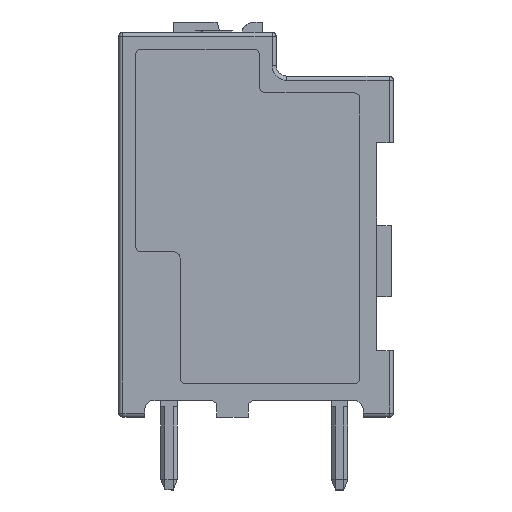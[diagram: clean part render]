
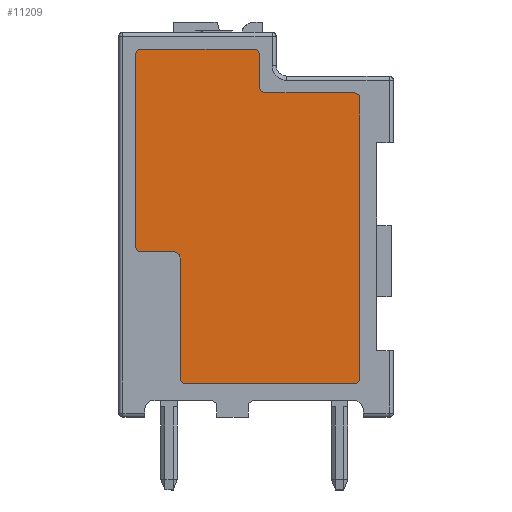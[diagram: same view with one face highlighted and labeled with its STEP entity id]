
A CAD part, left-side view. The second image highlights one B-rep face of the part: STEP entity #11209.
In plain terms, the highlighted planar face has unit normal (-1, 0, 0).
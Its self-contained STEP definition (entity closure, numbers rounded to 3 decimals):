
#86=AXIS2_PLACEMENT_3D('Circle Axis2P3D',#84,#85,$) ;
#191=AXIS2_PLACEMENT_3D('Circle Axis2P3D',#189,#190,$) ;
#273=AXIS2_PLACEMENT_3D('Circle Axis2P3D',#271,#272,$) ;
#11001=AXIS2_PLACEMENT_3D('Circle Axis2P3D',#10999,#11000,$) ;
#11051=AXIS2_PLACEMENT_3D('Circle Axis2P3D',#11049,#11050,$) ;
#11119=AXIS2_PLACEMENT_3D('Circle Axis2P3D',#11117,#11118,$) ;
#11137=AXIS2_PLACEMENT_3D('Circle Axis2P3D',#11135,#11136,$) ;
#11175=AXIS2_PLACEMENT_3D('Circle Axis2P3D',#11173,#11174,$) ;
#11189=AXIS2_PLACEMENT_3D('Plane Axis2P3D',#11186,#11187,#11188) ;
#40=CARTESIAN_POINT('Vertex',(0.8,12.4,11.75)) ;
#45=CARTESIAN_POINT('Line Origine',(0.8,12.4,16.325)) ;
#49=CARTESIAN_POINT('Vertex',(0.8,12.4,20.9)) ;
#84=CARTESIAN_POINT('Axis2P3D Location',(0.8,12.1,11.75)) ;
#88=CARTESIAN_POINT('Vertex',(0.8,12.1,11.45)) ;
#116=CARTESIAN_POINT('Line Origine',(0.8,11.325,11.45)) ;
#120=CARTESIAN_POINT('Vertex',(0.8,10.55,11.45)) ;
#148=CARTESIAN_POINT('Line Origine',(0.8,10.25,8.275)) ;
#152=CARTESIAN_POINT('Vertex',(0.8,10.25,11.15)) ;
#154=CARTESIAN_POINT('Vertex',(0.8,10.25,5.4)) ;
#189=CARTESIAN_POINT('Axis2P3D Location',(0.8,9.95,5.4)) ;
#193=CARTESIAN_POINT('Vertex',(0.8,9.95,5.1)) ;
#227=CARTESIAN_POINT('Vertex',(0.8,1.6,5.4)) ;
#241=CARTESIAN_POINT('Vertex',(0.8,1.6,18.8)) ;
#244=CARTESIAN_POINT('Line Origine',(0.8,1.6,12.1)) ;
#268=CARTESIAN_POINT('Vertex',(0.8,6.43,19.4)) ;
#271=CARTESIAN_POINT('Axis2P3D Location',(0.8,6.13,19.4)) ;
#275=CARTESIAN_POINT('Vertex',(0.8,6.13,19.1)) ;
#10999=CARTESIAN_POINT('Axis2P3D Location',(0.8,12.1,20.9)) ;
#11003=CARTESIAN_POINT('Vertex',(0.8,12.1,21.2)) ;
#11024=CARTESIAN_POINT('Line Origine',(0.8,9.415,21.2)) ;
#11028=CARTESIAN_POINT('Vertex',(0.8,6.73,21.2)) ;
#11049=CARTESIAN_POINT('Axis2P3D Location',(0.8,6.73,20.9)) ;
#11053=CARTESIAN_POINT('Vertex',(0.8,6.43,20.9)) ;
#11074=CARTESIAN_POINT('Line Origine',(0.8,6.43,20.15)) ;
#11092=CARTESIAN_POINT('Line Origine',(0.8,4.015,19.1)) ;
#11096=CARTESIAN_POINT('Vertex',(0.8,1.9,19.1)) ;
#11117=CARTESIAN_POINT('Axis2P3D Location',(0.8,1.9,18.8)) ;
#11135=CARTESIAN_POINT('Axis2P3D Location',(0.8,1.9,5.4)) ;
#11139=CARTESIAN_POINT('Vertex',(0.8,1.9,5.1)) ;
#11155=CARTESIAN_POINT('Line Origine',(0.8,5.925,5.1)) ;
#11173=CARTESIAN_POINT('Axis2P3D Location',(0.8,10.55,11.15)) ;
#11186=CARTESIAN_POINT('Axis2P3D Location',(0.8,21.33,-6.45)) ;
#46=DIRECTION('Vector Direction',(0.,0.,-1.)) ;
#85=DIRECTION('Axis2P3D Direction',(-1.,0.,0.)) ;
#117=DIRECTION('Vector Direction',(0.,-1.,0.)) ;
#149=DIRECTION('Vector Direction',(0.,0.,-1.)) ;
#190=DIRECTION('Axis2P3D Direction',(-1.,0.,0.)) ;
#245=DIRECTION('Vector Direction',(0.,0.,1.)) ;
#272=DIRECTION('Axis2P3D Direction',(1.,0.,0.)) ;
#11000=DIRECTION('Axis2P3D Direction',(1.,0.,0.)) ;
#11025=DIRECTION('Vector Direction',(0.,-1.,0.)) ;
#11050=DIRECTION('Axis2P3D Direction',(1.,0.,-0.)) ;
#11075=DIRECTION('Vector Direction',(0.,0.,-1.)) ;
#11093=DIRECTION('Vector Direction',(0.,-1.,0.)) ;
#11118=DIRECTION('Axis2P3D Direction',(1.,0.,-0.)) ;
#11136=DIRECTION('Axis2P3D Direction',(1.,0.,0.)) ;
#11156=DIRECTION('Vector Direction',(0.,1.,0.)) ;
#11174=DIRECTION('Axis2P3D Direction',(-1.,0.,0.)) ;
#11187=DIRECTION('Axis2P3D Direction',(-1.,0.,0.)) ;
#11188=DIRECTION('Axis2P3D XDirection',(0.,-1.,0.)) ;
#47=VECTOR('Line Direction',#46,1.) ;
#118=VECTOR('Line Direction',#117,1.) ;
#150=VECTOR('Line Direction',#149,1.) ;
#246=VECTOR('Line Direction',#245,1.) ;
#11026=VECTOR('Line Direction',#11025,1.) ;
#11076=VECTOR('Line Direction',#11075,1.) ;
#11094=VECTOR('Line Direction',#11093,1.) ;
#11157=VECTOR('Line Direction',#11156,1.) ;
#11192=ORIENTED_EDGE('',*,*,#51,.T.) ;
#11193=ORIENTED_EDGE('',*,*,#90,.T.) ;
#11194=ORIENTED_EDGE('',*,*,#122,.T.) ;
#11195=ORIENTED_EDGE('',*,*,#11177,.F.) ;
#11196=ORIENTED_EDGE('',*,*,#156,.T.) ;
#11197=ORIENTED_EDGE('',*,*,#195,.T.) ;
#11198=ORIENTED_EDGE('',*,*,#11159,.F.) ;
#11199=ORIENTED_EDGE('',*,*,#11141,.F.) ;
#11200=ORIENTED_EDGE('',*,*,#248,.T.) ;
#11201=ORIENTED_EDGE('',*,*,#11121,.F.) ;
#11202=ORIENTED_EDGE('',*,*,#11098,.F.) ;
#11203=ORIENTED_EDGE('',*,*,#277,.T.) ;
#11204=ORIENTED_EDGE('',*,*,#11078,.F.) ;
#11205=ORIENTED_EDGE('',*,*,#11055,.F.) ;
#11206=ORIENTED_EDGE('',*,*,#11030,.F.) ;
#11207=ORIENTED_EDGE('',*,*,#11005,.F.) ;
#11209=ADVANCED_FACE('model',(#11208),#11190,.T.) ;
#87=CIRCLE('generated circle',#86,0.3) ;
#192=CIRCLE('generated circle',#191,0.3) ;
#274=CIRCLE('generated circle',#273,0.3) ;
#11002=CIRCLE('generated circle',#11001,0.3) ;
#11052=CIRCLE('generated circle',#11051,0.3) ;
#11120=CIRCLE('generated circle',#11119,0.3) ;
#11138=CIRCLE('generated circle',#11137,0.3) ;
#11176=CIRCLE('generated circle',#11175,0.3) ;
#51=EDGE_CURVE('',#50,#41,#48,.T.) ;
#90=EDGE_CURVE('',#41,#89,#87,.T.) ;
#122=EDGE_CURVE('',#89,#121,#119,.T.) ;
#156=EDGE_CURVE('',#153,#155,#151,.T.) ;
#195=EDGE_CURVE('',#155,#194,#192,.T.) ;
#248=EDGE_CURVE('',#228,#242,#247,.T.) ;
#277=EDGE_CURVE('',#276,#269,#274,.T.) ;
#11005=EDGE_CURVE('',#50,#11004,#11002,.T.) ;
#11030=EDGE_CURVE('',#11004,#11029,#11027,.T.) ;
#11055=EDGE_CURVE('',#11029,#11054,#11052,.T.) ;
#11078=EDGE_CURVE('',#11054,#269,#11077,.T.) ;
#11098=EDGE_CURVE('',#276,#11097,#11095,.T.) ;
#11121=EDGE_CURVE('',#11097,#242,#11120,.T.) ;
#11141=EDGE_CURVE('',#228,#11140,#11138,.T.) ;
#11159=EDGE_CURVE('',#11140,#194,#11158,.T.) ;
#11177=EDGE_CURVE('',#153,#121,#11176,.T.) ;
#11191=EDGE_LOOP('',(#11192,#11193,#11194,#11195,#11196,#11197,#11198,#11199,#11200,#11201,#11202,#11203,#11204,#11205,#11206,#11207)) ;
#11208=FACE_OUTER_BOUND('',#11191,.T.) ;
#48=LINE('Line',#45,#47) ;
#119=LINE('Line',#116,#118) ;
#151=LINE('Line',#148,#150) ;
#247=LINE('Line',#244,#246) ;
#11027=LINE('Line',#11024,#11026) ;
#11077=LINE('Line',#11074,#11076) ;
#11095=LINE('Line',#11092,#11094) ;
#11158=LINE('Line',#11155,#11157) ;
#11190=PLANE('',#11189) ;
#41=VERTEX_POINT('',#40) ;
#50=VERTEX_POINT('',#49) ;
#89=VERTEX_POINT('',#88) ;
#121=VERTEX_POINT('',#120) ;
#153=VERTEX_POINT('',#152) ;
#155=VERTEX_POINT('',#154) ;
#194=VERTEX_POINT('',#193) ;
#228=VERTEX_POINT('',#227) ;
#242=VERTEX_POINT('',#241) ;
#269=VERTEX_POINT('',#268) ;
#276=VERTEX_POINT('',#275) ;
#11004=VERTEX_POINT('',#11003) ;
#11029=VERTEX_POINT('',#11028) ;
#11054=VERTEX_POINT('',#11053) ;
#11097=VERTEX_POINT('',#11096) ;
#11140=VERTEX_POINT('',#11139) ;
